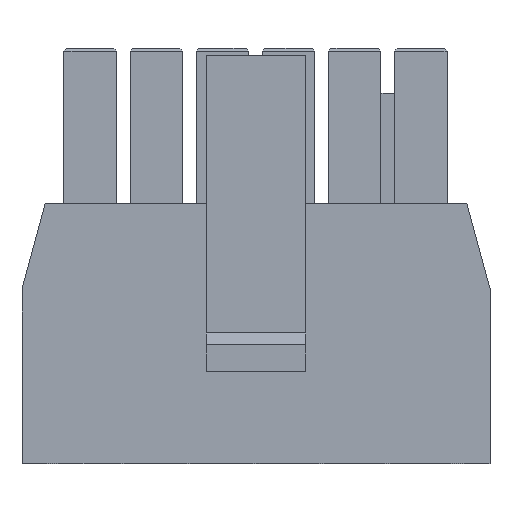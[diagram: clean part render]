
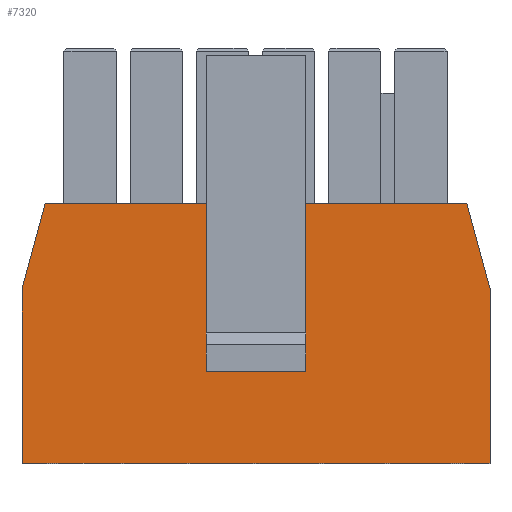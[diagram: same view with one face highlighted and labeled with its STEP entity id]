
A CAD part, top view. The second image highlights one B-rep face of the part: STEP entity #7320.
In plain terms, the highlighted planar face has unit normal (0, 0, 1).
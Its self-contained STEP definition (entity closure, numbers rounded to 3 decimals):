
#1296=ORIENTED_EDGE('',*,*,#2225,.T.);
#1297=ORIENTED_EDGE('',*,*,#2943,.T.);
#1298=ORIENTED_EDGE('',*,*,#2234,.T.);
#1299=ORIENTED_EDGE('',*,*,#2944,.T.);
#1300=ORIENTED_EDGE('',*,*,#2945,.F.);
#1301=ORIENTED_EDGE('',*,*,#2231,.T.);
#1302=ORIENTED_EDGE('',*,*,#2946,.F.);
#1303=ORIENTED_EDGE('',*,*,#2236,.T.);
#1304=ORIENTED_EDGE('',*,*,#2941,.F.);
#1305=ORIENTED_EDGE('',*,*,#2752,.F.);
#1306=ORIENTED_EDGE('',*,*,#2865,.T.);
#1307=ORIENTED_EDGE('',*,*,#2947,.T.);
#1308=ORIENTED_EDGE('',*,*,#2859,.T.);
#1309=ORIENTED_EDGE('',*,*,#2948,.F.);
#2225=EDGE_CURVE('',#3261,#3259,#3935,.F.);
#2231=EDGE_CURVE('',#3264,#3266,#3938,.F.);
#2234=EDGE_CURVE('',#3267,#3268,#3939,.T.);
#2236=EDGE_CURVE('',#3270,#3269,#3940,.T.);
#2752=EDGE_CURVE('',#3624,#3625,#4455,.T.);
#2859=EDGE_CURVE('',#3714,#3713,#4562,.T.);
#2865=EDGE_CURVE('',#3624,#3717,#4568,.T.);
#2941=EDGE_CURVE('',#3625,#3764,#4644,.T.);
#2943=EDGE_CURVE('',#3259,#3267,#4646,.T.);
#2944=EDGE_CURVE('',#3268,#3261,#4647,.T.);
#2945=EDGE_CURVE('',#3264,#3269,#4648,.T.);
#2946=EDGE_CURVE('',#3270,#3266,#4649,.T.);
#2947=EDGE_CURVE('',#3717,#3714,#4650,.T.);
#2948=EDGE_CURVE('',#3764,#3713,#4651,.T.);
#3259=VERTEX_POINT('',#9939);
#3261=VERTEX_POINT('',#9942);
#3264=VERTEX_POINT('',#9949);
#3266=VERTEX_POINT('',#9953);
#3267=VERTEX_POINT('',#9957);
#3268=VERTEX_POINT('',#9959);
#3269=VERTEX_POINT('',#9963);
#3270=VERTEX_POINT('',#9965);
#3624=VERTEX_POINT('',#10986);
#3625=VERTEX_POINT('',#10988);
#3713=VERTEX_POINT('',#11194);
#3714=VERTEX_POINT('',#11196);
#3717=VERTEX_POINT('',#11206);
#3764=VERTEX_POINT('',#11359);
#3935=LINE('',#9941,#4966);
#3938=LINE('',#9954,#4969);
#3939=LINE('',#9960,#4970);
#3940=LINE('',#9964,#4971);
#4455=LINE('',#10987,#5486);
#4562=LINE('',#11195,#5593);
#4568=LINE('',#11207,#5599);
#4644=LINE('',#11358,#5675);
#4646=LINE('',#11362,#5677);
#4647=LINE('',#11363,#5678);
#4648=LINE('',#11364,#5679);
#4649=LINE('',#11365,#5680);
#4650=LINE('',#11366,#5681);
#4651=LINE('',#11367,#5682);
#4966=VECTOR('',#8041,1000.);
#4969=VECTOR('',#8052,1000.);
#4970=VECTOR('',#8059,1000.);
#4971=VECTOR('',#8064,1000.);
#5486=VECTOR('',#8885,1000.);
#5593=VECTOR('',#9016,1000.);
#5599=VECTOR('',#9026,1000.);
#5675=VECTOR('',#9160,1000.);
#5677=VECTOR('',#9164,1000.);
#5678=VECTOR('',#9165,1000.);
#5679=VECTOR('',#9166,1000.);
#5680=VECTOR('',#9167,1000.);
#5681=VECTOR('',#9168,1000.);
#5682=VECTOR('',#9169,1000.);
#6140=EDGE_LOOP('',(#1296,#1297,#1298,#1299));
#6141=EDGE_LOOP('',(#1300,#1301,#1302,#1303));
#6142=EDGE_LOOP('',(#1304,#1305,#1306,#1307,#1308,#1309));
#6551=FACE_BOUND('',#6140,.T.);
#6552=FACE_BOUND('',#6141,.T.);
#6553=FACE_BOUND('',#6142,.T.);
#6935=PLANE('',#7731);
#7320=ADVANCED_FACE('',(#6551,#6552,#6553),#6935,.F.);
#7731=AXIS2_PLACEMENT_3D('',#11361,#9162,#9163);
#8041=DIRECTION('',(-1.,0.,0.));
#8052=DIRECTION('',(-1.,0.,0.));
#8059=DIRECTION('',(-1.,0.,0.));
#8064=DIRECTION('',(-1.,0.,0.));
#8885=DIRECTION('',(1.,0.,0.));
#9016=DIRECTION('',(1.,0.,0.));
#9026=DIRECTION('',(-0.261,-0.965,0.));
#9160=DIRECTION('',(0.261,-0.965,0.));
#9162=DIRECTION('',(0.,0.,-1.));
#9163=DIRECTION('',(-1.,0.,0.));
#9164=DIRECTION('',(0.,-1.,0.));
#9165=DIRECTION('',(0.,1.,0.));
#9166=DIRECTION('',(0.,-1.,0.));
#9167=DIRECTION('',(0.,1.,0.));
#9168=DIRECTION('',(0.,-1.,0.));
#9169=DIRECTION('',(0.,-1.,0.));
#9939=CARTESIAN_POINT('',(-1.,9.53,1.72));
#9941=CARTESIAN_POINT('',(1.875,9.53,1.72));
#9942=CARTESIAN_POINT('',(-1.875,9.53,1.72));
#9949=CARTESIAN_POINT('',(1.,9.53,1.72));
#9953=CARTESIAN_POINT('',(1.875,9.53,1.72));
#9954=CARTESIAN_POINT('',(1.875,9.53,1.72));
#9957=CARTESIAN_POINT('',(-1.,7.43,1.72));
#9959=CARTESIAN_POINT('',(-1.875,7.43,1.72));
#9960=CARTESIAN_POINT('',(-1.875,7.43,1.72));
#9963=CARTESIAN_POINT('',(1.,7.43,1.72));
#9964=CARTESIAN_POINT('',(-1.875,7.43,1.72));
#9965=CARTESIAN_POINT('',(1.875,7.43,1.72));
#10986=CARTESIAN_POINT('',(-7.97,9.85,1.72));
#10987=CARTESIAN_POINT('',(-8.85,9.85,1.72));
#10988=CARTESIAN_POINT('',(7.97,9.85,1.72));
#11194=CARTESIAN_POINT('',(8.85,0.,1.72));
#11195=CARTESIAN_POINT('',(-8.85,0.,1.72));
#11196=CARTESIAN_POINT('',(-8.85,0.,1.72));
#11206=CARTESIAN_POINT('',(-8.85,6.6,1.72));
#11207=CARTESIAN_POINT('',(-7.97,9.85,1.72));
#11358=CARTESIAN_POINT('',(7.97,9.85,1.72));
#11359=CARTESIAN_POINT('',(8.85,6.6,1.72));
#11361=CARTESIAN_POINT('',(-8.85,9.85,1.72));
#11362=CARTESIAN_POINT('',(-1.,14.71,1.72));
#11363=CARTESIAN_POINT('',(-1.875,7.83,1.72));
#11364=CARTESIAN_POINT('',(1.,14.71,1.72));
#11365=CARTESIAN_POINT('',(1.875,7.83,1.72));
#11366=CARTESIAN_POINT('',(-8.85,9.85,1.72));
#11367=CARTESIAN_POINT('',(8.85,9.85,1.72));
